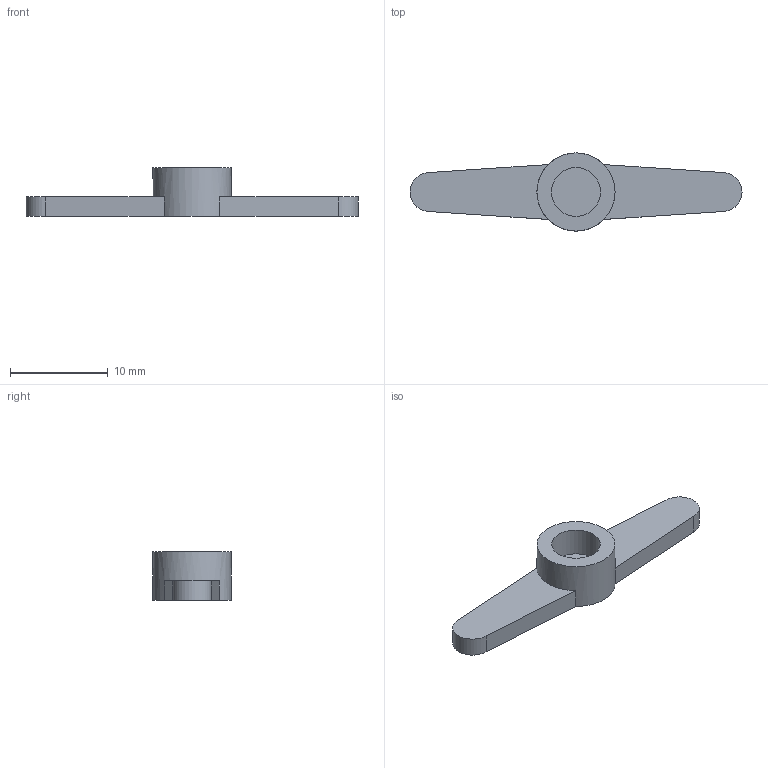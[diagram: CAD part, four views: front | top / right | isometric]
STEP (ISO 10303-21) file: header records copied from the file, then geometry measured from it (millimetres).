
FILE_DESCRIPTION(('FreeCAD Model'),'2;1');
FILE_NAME( 'servo-arm.step', '2015-03-25T23:53:23',('FreeCAD'),('FreeCAD'), 'Open CASCADE STEP processor 6.7','FreeCAD','Unknown');
FILE_SCHEMA(('AUTOMOTIVE_DESIGN_CC2 { 1 2 10303 214 -1 1 5 4 }'));
Length unit declared in the file: millimetre
Products named in the file (1): servo-arm
Bounding box: 34 x 8 x 5 mm (x, y, z)
Volume: 433.5 mm3; surface area: 612.1 mm2
Topology: 1 solids, 1 shells, 17 faces, 37 edges, 23 vertices
Faces by surface type: plane 13, cylinder 4
Full cylindrical faces by diameter (mm): 5 x1, 8 x1
Entity records: 960 total; most frequent: CARTESIAN_POINT 160, DIRECTION 154, ORIENTED_EDGE 74, PCURVE 74, DEFINITIONAL_REPRESENTATION 74, LINE 70, VECTOR 70, EDGE_CURVE 37
